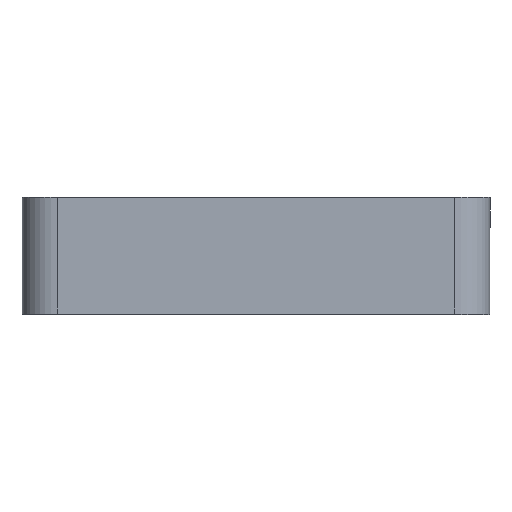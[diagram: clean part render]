
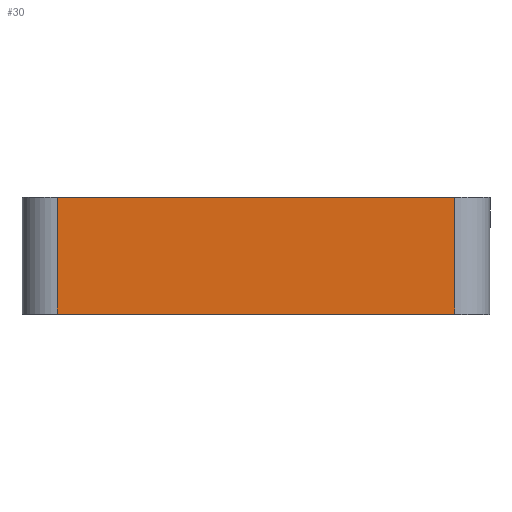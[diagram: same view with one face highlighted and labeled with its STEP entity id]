
A CAD part, top view. The second image highlights one B-rep face of the part: STEP entity #30.
In plain terms, the highlighted planar face has unit normal (0, 0, 1).
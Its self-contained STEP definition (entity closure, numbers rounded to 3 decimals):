
#17 = ORIENTED_EDGE ( 'NONE', *, *, #1619, .T. ) ;
#30 = ADVANCED_FACE ( 'NONE', ( #381 ), #243, .F. ) ;
#139 = LINE ( 'NONE', #923, #499 ) ;
#212 = DIRECTION ( 'NONE',  ( -1., 0., 0. ) ) ;
#243 = PLANE ( 'NONE',  #345 ) ;
#280 = DIRECTION ( 'NONE',  ( -1., 0., 0. ) ) ;
#298 = CARTESIAN_POINT ( 'NONE',  ( -17., 10., 17. ) ) ;
#313 = LINE ( 'NONE', #1388, #691 ) ;
#329 = VECTOR ( 'NONE', #1742, 1000. ) ;
#345 = AXIS2_PLACEMENT_3D ( 'NONE', #1235, #1367, #1216 ) ;
#381 = FACE_OUTER_BOUND ( 'NONE', #651, .T. ) ;
#483 = EDGE_CURVE ( 'NONE', #1228, #1375, #139, .T. ) ;
#499 = VECTOR ( 'NONE', #212, 1000. ) ;
#512 = VECTOR ( 'NONE', #1124, 1000. ) ;
#621 = VERTEX_POINT ( 'NONE', #1372 ) ;
#651 = EDGE_LOOP ( 'NONE', ( #1773, #17, #942, #769 ) ) ;
#691 = VECTOR ( 'NONE', #280, 1000. ) ;
#736 = EDGE_CURVE ( 'NONE', #621, #1264, #313, .T. ) ;
#769 = ORIENTED_EDGE ( 'NONE', *, *, #1376, .T. ) ;
#919 = CARTESIAN_POINT ( 'NONE',  ( 17., 0., 17. ) ) ;
#923 = CARTESIAN_POINT ( 'NONE',  ( -20., 10., 17. ) ) ;
#929 = LINE ( 'NONE', #919, #329 ) ;
#942 = ORIENTED_EDGE ( 'NONE', *, *, #483, .T. ) ;
#1124 = DIRECTION ( 'NONE',  ( 0., -1., 0. ) ) ;
#1216 = DIRECTION ( 'NONE',  ( -1., 0., 0. ) ) ;
#1228 = VERTEX_POINT ( 'NONE', #1362 ) ;
#1235 = CARTESIAN_POINT ( 'NONE',  ( -20., 0., 17. ) ) ;
#1264 = VERTEX_POINT ( 'NONE', #1496 ) ;
#1362 = CARTESIAN_POINT ( 'NONE',  ( 17., 10., 17. ) ) ;
#1367 = DIRECTION ( 'NONE',  ( 0., 0., -1. ) ) ;
#1372 = CARTESIAN_POINT ( 'NONE',  ( 17., 0., 17. ) ) ;
#1375 = VERTEX_POINT ( 'NONE', #298 ) ;
#1376 = EDGE_CURVE ( 'NONE', #1375, #1264, #1378, .T. ) ;
#1378 = LINE ( 'NONE', #1411, #512 ) ;
#1388 = CARTESIAN_POINT ( 'NONE',  ( -20., 0., 17. ) ) ;
#1411 = CARTESIAN_POINT ( 'NONE',  ( -17., 0., 17. ) ) ;
#1496 = CARTESIAN_POINT ( 'NONE',  ( -17., 0., 17. ) ) ;
#1619 = EDGE_CURVE ( 'NONE', #621, #1228, #929, .T. ) ;
#1742 = DIRECTION ( 'NONE',  ( 0., 1., 0. ) ) ;
#1773 = ORIENTED_EDGE ( 'NONE', *, *, #736, .F. ) ;
